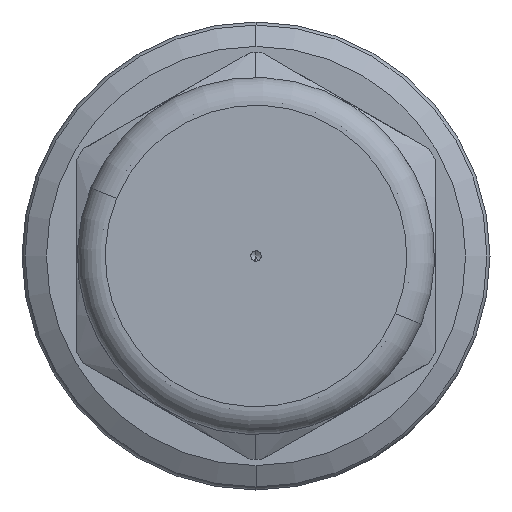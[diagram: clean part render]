
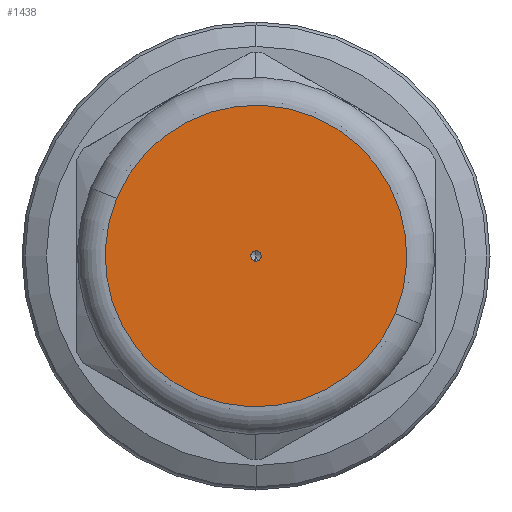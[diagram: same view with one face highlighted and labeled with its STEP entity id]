
A CAD part, left-side view. The second image highlights one B-rep face of the part: STEP entity #1438.
In plain terms, the highlighted planar face has unit normal (-1, 0, 0).
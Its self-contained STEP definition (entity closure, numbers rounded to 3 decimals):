
#1438 = ADVANCED_FACE ( 'NONE', ( #33040, #38959 ), #50582, .T. ) ;
#2912 = DIRECTION ( 'NONE',  ( 1., 0., 0. ) ) ;
#3502 = ORIENTED_EDGE ( 'NONE', *, *, #22708, .T. ) ;
#5481 = CARTESIAN_POINT ( 'NONE',  ( -69.15, -0.555, -0.229 ) ) ;
#6647 = DIRECTION ( 'NONE',  ( 0., -0.924, -0.382 ) ) ;
#11265 = DIRECTION ( 'NONE',  ( 1., 0., 0. ) ) ;
#11855 = DIRECTION ( 'NONE',  ( -1., 0., 0. ) ) ;
#12123 = AXIS2_PLACEMENT_3D ( 'NONE', #49934, #55081, #17622 ) ;
#12511 = EDGE_CURVE ( 'NONE', #16005, #53154, #22403, .T. ) ;
#13204 = DIRECTION ( 'NONE',  ( 0., -0.924, -0.382 ) ) ;
#15013 = ORIENTED_EDGE ( 'NONE', *, *, #12511, .F. ) ;
#15372 = ORIENTED_EDGE ( 'NONE', *, *, #56713, .T. ) ;
#16005 = VERTEX_POINT ( 'NONE', #48887 ) ;
#17622 = DIRECTION ( 'NONE',  ( 0., -0.924, -0.382 ) ) ;
#19054 = CARTESIAN_POINT ( 'NONE',  ( -69.15, -0.555, -0.229 ) ) ;
#19069 = CARTESIAN_POINT ( 'NONE',  ( -69.15, 0.555, 0.229 ) ) ;
#20323 = DIRECTION ( 'NONE',  ( 0., -0.924, -0.382 ) ) ;
#20666 = CARTESIAN_POINT ( 'NONE',  ( -69.15, 0., 0. ) ) ;
#21693 = AXIS2_PLACEMENT_3D ( 'NONE', #22259, #2912, #13204 ) ;
#22090 = AXIS2_PLACEMENT_3D ( 'NONE', #43972, #11265, #20323 ) ;
#22259 = CARTESIAN_POINT ( 'NONE',  ( -69.15, 0., 0. ) ) ;
#22403 = CIRCLE ( 'NONE', #22090, 17.35 ) ;
#22708 = EDGE_CURVE ( 'NONE', #34005, #57597, #51071, .T. ) ;
#23752 = ORIENTED_EDGE ( 'NONE', *, *, #47667, .F. ) ;
#25664 = DIRECTION ( 'NONE',  ( 0., 0.924, 0.382 ) ) ;
#29536 = AXIS2_PLACEMENT_3D ( 'NONE', #5481, #11855, #25664 ) ;
#33040 = FACE_BOUND ( 'NONE', #56005, .T. ) ;
#34005 = VERTEX_POINT ( 'NONE', #19054 ) ;
#36901 = CIRCLE ( 'NONE', #12123, 17.35 ) ;
#38959 = FACE_OUTER_BOUND ( 'NONE', #60548, .T. ) ;
#43972 = CARTESIAN_POINT ( 'NONE',  ( -69.15, 0., 0. ) ) ;
#47667 = EDGE_CURVE ( 'NONE', #53154, #16005, #36901, .T. ) ;
#48430 = DIRECTION ( 'NONE',  ( 1., 0., 0. ) ) ;
#48887 = CARTESIAN_POINT ( 'NONE',  ( -69.15, -16.035, -6.625 ) ) ;
#49906 = CARTESIAN_POINT ( 'NONE',  ( -69.15, 16.035, 6.625 ) ) ;
#49934 = CARTESIAN_POINT ( 'NONE',  ( -69.15, 0., 0. ) ) ;
#50142 = AXIS2_PLACEMENT_3D ( 'NONE', #20666, #48430, #6647 ) ;
#50582 = PLANE ( 'NONE',  #29536 ) ;
#51071 = CIRCLE ( 'NONE', #50142, 0.6 ) ;
#52407 = CIRCLE ( 'NONE', #21693, 0.6 ) ;
#53154 = VERTEX_POINT ( 'NONE', #49906 ) ;
#55081 = DIRECTION ( 'NONE',  ( 1., 0., 0. ) ) ;
#56005 = EDGE_LOOP ( 'NONE', ( #3502, #15372 ) ) ;
#56713 = EDGE_CURVE ( 'NONE', #57597, #34005, #52407, .T. ) ;
#57597 = VERTEX_POINT ( 'NONE', #19069 ) ;
#60548 = EDGE_LOOP ( 'NONE', ( #15013, #23752 ) ) ;
